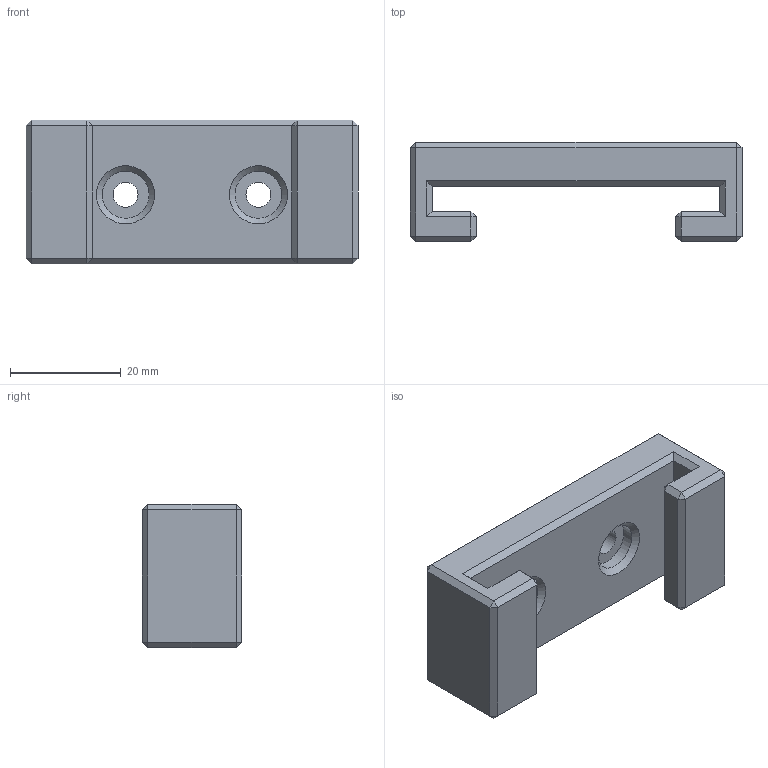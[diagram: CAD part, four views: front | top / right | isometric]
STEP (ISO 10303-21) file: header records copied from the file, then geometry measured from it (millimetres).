
FILE_DESCRIPTION(('FreeCAD Model'),'2;1');
FILE_NAME('Open CASCADE Shape Model','2024-02-26T16:15:43',(''),(''), 'Open CASCADE STEP processor 7.6','FreeCAD','Unknown');
FILE_SCHEMA(('AUTOMOTIVE_DESIGN { 1 0 10303 214 1 1 1 1 }'));
Length unit declared in the file: millimetre
Products named in the file (1): Body001
Bounding box: 60 x 18 x 26 mm (x, y, z)
Volume: 15999.5 mm3; surface area: 6531.1 mm2
Topology: 1 solids, 1 shells, 72 faces, 144 edges, 76 vertices
Faces by surface type: plane 64, cone 4, cylinder 4
Full cylindrical faces by diameter (mm): 4.5 x2, 8.5 x2
Entity records: 1790 total; most frequent: DIRECTION 302, CARTESIAN_POINT 293, ORIENTED_EDGE 288, EDGE_CURVE 144, LINE 132, VECTOR 132, AXIS2_PLACEMENT_3D 85, FACE_BOUND 78
